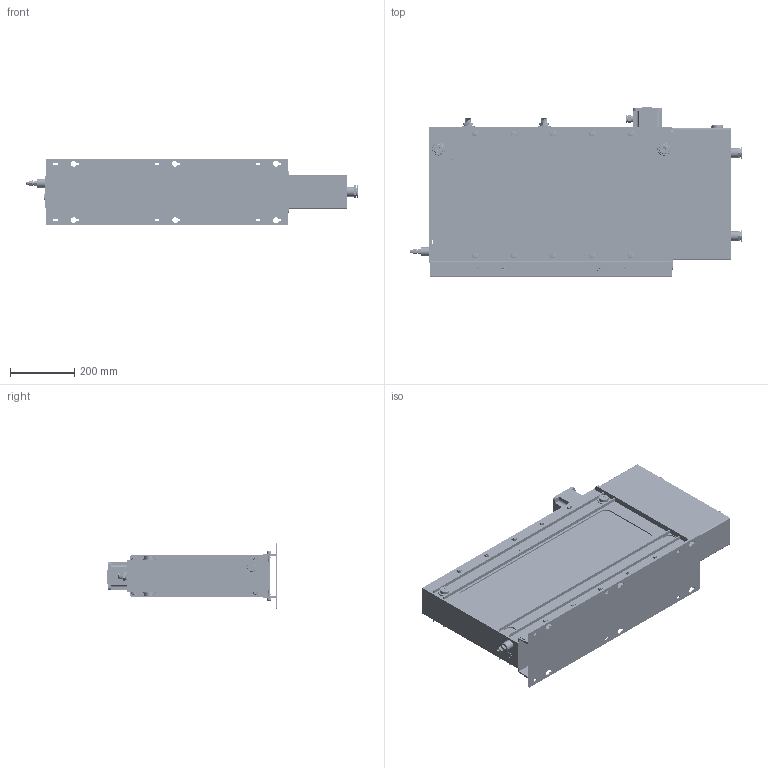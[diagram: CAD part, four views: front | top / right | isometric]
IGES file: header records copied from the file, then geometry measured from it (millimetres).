
Start section: SolidWorks IGES file using analytic representation for surfaces
Global section: file name: ÐÑÌÊ1Ñ.IGS; native system: SolidWorks 2020; preprocessor: SolidWorks 2020; author: User; date: 240403.114908; units: millimetre
Bounding box: 1034.58 x 527.11 x 207 mm (x, y, z)
Surface area: 2759211.5 mm2 (no closed solid volume)
Topology: 0 solids, 0 shells, 4742 faces, 66704 edges, 66642 vertices
Faces by surface type: bspline 2738, revolution 2004
